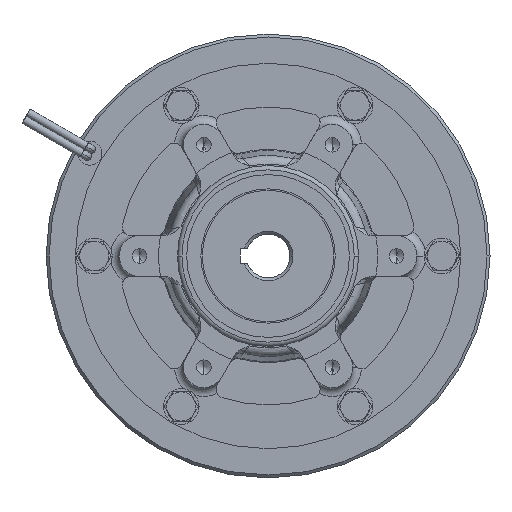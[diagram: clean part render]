
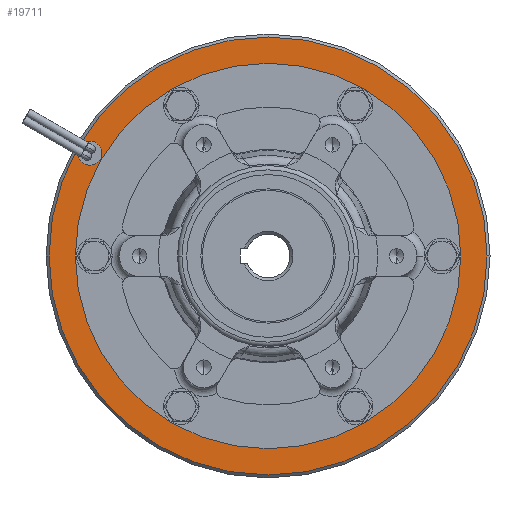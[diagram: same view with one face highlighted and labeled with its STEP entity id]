
A CAD part, left-side view. The second image highlights one B-rep face of the part: STEP entity #19711.
In plain terms, the highlighted planar face has unit normal (-1, 0, 0).
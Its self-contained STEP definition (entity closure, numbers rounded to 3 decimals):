
#174 = CARTESIAN_POINT ( 'NONE',  ( -21.8, -64., 0. ) ) ;
#193 = VERTEX_POINT ( 'NONE', #1770 ) ;
#308 = ORIENTED_EDGE ( 'NONE', *, *, #4286, .T. ) ;
#1022 = EDGE_LOOP ( 'NONE', ( #2364, #9405 ) ) ;
#1242 = AXIS2_PLACEMENT_3D ( 'NONE', #5655, #17172, #12246 ) ;
#1770 = CARTESIAN_POINT ( 'NONE',  ( -21.8, 65.079, 35.215 ) ) ;
#2303 = CIRCLE ( 'NONE', #5147, 75. ) ;
#2309 = ORIENTED_EDGE ( 'NONE', *, *, #7392, .F. ) ;
#2318 = DIRECTION ( 'NONE',  ( 1., 0., 0. ) ) ;
#2364 = ORIENTED_EDGE ( 'NONE', *, *, #4284, .F. ) ;
#3415 = CIRCLE ( 'NONE', #7796, 4.085 ) ;
#3908 = DIRECTION ( 'NONE',  ( 0., 1., 0. ) ) ;
#4156 = EDGE_LOOP ( 'NONE', ( #308, #14953 ) ) ;
#4284 = EDGE_CURVE ( 'NONE', #15841, #4961, #9481, .T. ) ;
#4286 = EDGE_CURVE ( 'NONE', #19436, #7424, #18827, .T. ) ;
#4907 = EDGE_LOOP ( 'NONE', ( #12178, #2309 ) ) ;
#4961 = VERTEX_POINT ( 'NONE', #12505 ) ;
#5127 = AXIS2_PLACEMENT_3D ( 'NONE', #5644, #18983, #3908 ) ;
#5147 = AXIS2_PLACEMENT_3D ( 'NONE', #8663, #13396, #10051 ) ;
#5232 = CARTESIAN_POINT ( 'NONE',  ( -21.8, 75., 0. ) ) ;
#5644 = CARTESIAN_POINT ( 'NONE',  ( -21.8, 0., 0. ) ) ;
#5655 = CARTESIAN_POINT ( 'NONE',  ( -21.8, 0., 0. ) ) ;
#6162 = AXIS2_PLACEMENT_3D ( 'NONE', #11785, #6809, #10024 ) ;
#6809 = DIRECTION ( 'NONE',  ( -1., 0., 0. ) ) ;
#7230 = CARTESIAN_POINT ( 'NONE',  ( -21.8, 56.91, 35.215 ) ) ;
#7392 = EDGE_CURVE ( 'NONE', #193, #8016, #3415, .T. ) ;
#7424 = VERTEX_POINT ( 'NONE', #174 ) ;
#7796 = AXIS2_PLACEMENT_3D ( 'NONE', #11296, #19633, #8069 ) ;
#8016 = VERTEX_POINT ( 'NONE', #7230 ) ;
#8069 = DIRECTION ( 'NONE',  ( 0., -1., 0. ) ) ;
#8221 = EDGE_CURVE ( 'NONE', #4961, #15841, #2303, .T. ) ;
#8663 = CARTESIAN_POINT ( 'NONE',  ( -21.8, 0., 0. ) ) ;
#8896 = DIRECTION ( 'NONE',  ( 0., 1., 0. ) ) ;
#9405 = ORIENTED_EDGE ( 'NONE', *, *, #8221, .F. ) ;
#9481 = CIRCLE ( 'NONE', #5127, 75. ) ;
#9647 = AXIS2_PLACEMENT_3D ( 'NONE', #15521, #2318, #8896 ) ;
#9770 = DIRECTION ( 'NONE',  ( 0., 1., 0. ) ) ;
#10024 = DIRECTION ( 'NONE',  ( 0., -1., 0. ) ) ;
#10051 = DIRECTION ( 'NONE',  ( 0., 1., 0. ) ) ;
#11186 = CARTESIAN_POINT ( 'NONE',  ( -21.8, 64., 0. ) ) ;
#11296 = CARTESIAN_POINT ( 'NONE',  ( -21.8, 60.995, 35.215 ) ) ;
#11320 = FACE_OUTER_BOUND ( 'NONE', #1022, .T. ) ;
#11349 = EDGE_CURVE ( 'NONE', #7424, #19436, #21235, .T. ) ;
#11785 = CARTESIAN_POINT ( 'NONE',  ( -21.8, 60.995, 35.215 ) ) ;
#12178 = ORIENTED_EDGE ( 'NONE', *, *, #12778, .F. ) ;
#12246 = DIRECTION ( 'NONE',  ( 0., -1., 0. ) ) ;
#12505 = CARTESIAN_POINT ( 'NONE',  ( -21.8, -75., 0. ) ) ;
#12778 = EDGE_CURVE ( 'NONE', #8016, #193, #19732, .T. ) ;
#13039 = CARTESIAN_POINT ( 'NONE',  ( -21.8, 0., 0. ) ) ;
#13396 = DIRECTION ( 'NONE',  ( 1., 0., 0. ) ) ;
#14132 = AXIS2_PLACEMENT_3D ( 'NONE', #13039, #19706, #9770 ) ;
#14953 = ORIENTED_EDGE ( 'NONE', *, *, #11349, .T. ) ;
#15521 = CARTESIAN_POINT ( 'NONE',  ( -21.8, 0., 0. ) ) ;
#15734 = FACE_BOUND ( 'NONE', #4156, .T. ) ;
#15841 = VERTEX_POINT ( 'NONE', #5232 ) ;
#17172 = DIRECTION ( 'NONE',  ( -1., 0., 0. ) ) ;
#18783 = PLANE ( 'NONE',  #1242 ) ;
#18827 = CIRCLE ( 'NONE', #9647, 64. ) ;
#18983 = DIRECTION ( 'NONE',  ( 1., 0., 0. ) ) ;
#19436 = VERTEX_POINT ( 'NONE', #11186 ) ;
#19633 = DIRECTION ( 'NONE',  ( -1., 0., 0. ) ) ;
#19706 = DIRECTION ( 'NONE',  ( 1., 0., 0. ) ) ;
#19711 = ADVANCED_FACE ( 'NONE', ( #20679, #15734, #11320 ), #18783, .T. ) ;
#19732 = CIRCLE ( 'NONE', #6162, 4.085 ) ;
#20679 = FACE_BOUND ( 'NONE', #4907, .T. ) ;
#21235 = CIRCLE ( 'NONE', #14132, 64. ) ;
